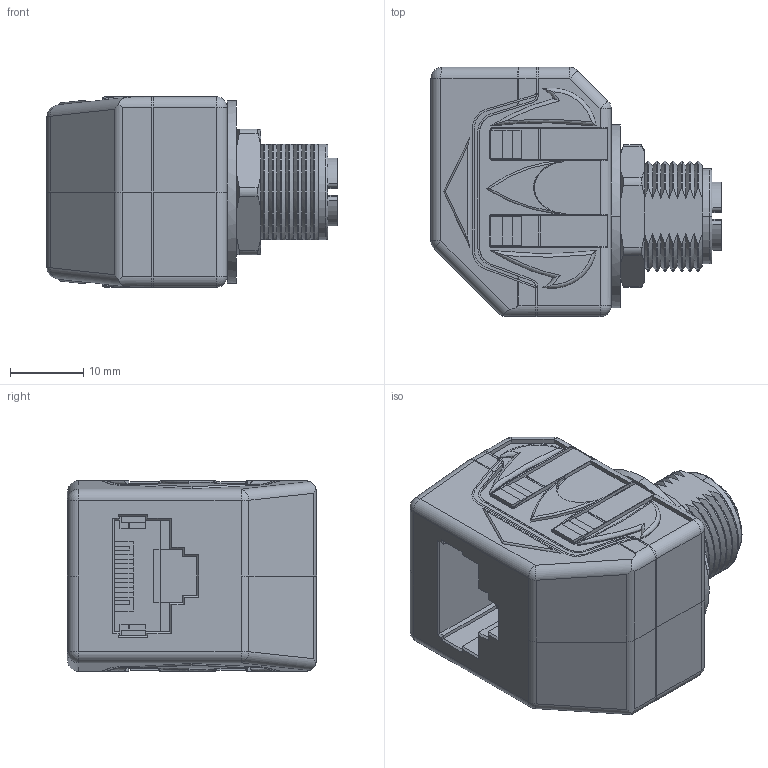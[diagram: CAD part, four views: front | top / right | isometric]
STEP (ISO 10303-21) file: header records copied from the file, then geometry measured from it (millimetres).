
FILE_DESCRIPTION (( 'STEP AP214' ), '1' );
FILE_NAME ('M12XFP-RJ45F_3D.STEP', '2022-09-14T15:14:48', ( '' ), ( '' ), 'SwSTEP 2.0', 'SolidWorks 2021', '' );
FILE_SCHEMA (( 'AUTOMOTIVE_DESIGN' ));
Length unit declared in the file: inch
Products named in the file (1): M12XFP-RJ45F_3D
Bounding box: 39.6 x 34 x 26.05 mm (x, y, z)
Volume: 20110.3 mm3; surface area: 7450.1 mm2
Topology: 1 solids, 1 shells, 705 faces, 1882 edges, 1191 vertices
Faces by surface type: plane 380, cylinder 187, bspline 54, cone 54, torus 18, sphere 12
Entity records: 25421 total; most frequent: CARTESIAN_POINT 8051, ORIENTED_EDGE 3748, DIRECTION 3301, EDGE_CURVE 1874, VERTEX_POINT 1191, VECTOR 1161, LINE 1161, AXIS2_PLACEMENT_3D 1070
